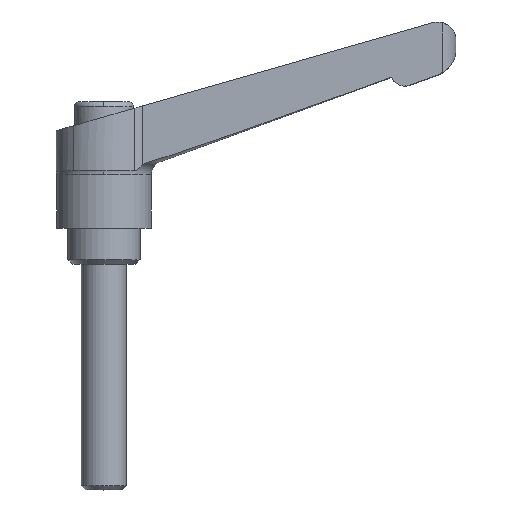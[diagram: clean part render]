
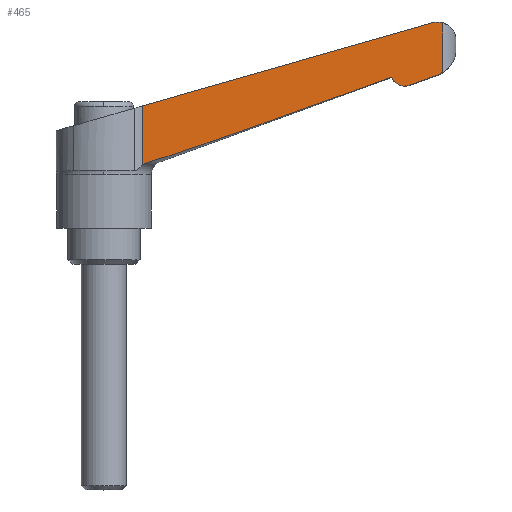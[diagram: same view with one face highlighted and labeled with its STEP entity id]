
A CAD part, top view. The second image highlights one B-rep face of the part: STEP entity #465.
In plain terms, the highlighted planar face has unit normal (0.035, 0, 0.999).
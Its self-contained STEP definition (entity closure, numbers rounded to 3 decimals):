
#263 = EDGE_CURVE( '', #457, #331, #749, .T. );
#275 = VERTEX_POINT( '', #764 );
#299 = VERTEX_POINT( '', #791 );
#331 = VERTEX_POINT( '', #826 );
#365 = VERTEX_POINT( '', #862 );
#399 = VERTEX_POINT( '', #900 );
#413 = EDGE_CURVE( '', #365, #457, #916, .T. );
#457 = VERTEX_POINT( '', #965 );
#465 = ADVANCED_FACE( '', ( #974 ), #975, .F. );
#487 = VERTEX_POINT( '', #1000 );
#489 = EDGE_CURVE( '', #299, #399, #1002, .T. );
#533 = VERTEX_POINT( '', #1049 );
#579 = EDGE_CURVE( '', #681, #487, #1100, .T. );
#645 = EDGE_CURVE( '', #331, #487, #1173, .T. );
#671 = EDGE_CURVE( '', #299, #275, #1201, .T. );
#681 = VERTEX_POINT( '', #1211 );
#713 = EDGE_CURVE( '', #399, #533, #1247, .T. );
#719 = EDGE_CURVE( '', #533, #365, #1253, .T. );
#725 = EDGE_CURVE( '', #681, #275, #1260, .T. );
#749 = B_SPLINE_CURVE_WITH_KNOTS( '', 3, ( #1276, #1277, #1278, #1279, #1280, #1281, #1282, #1283 ), .UNSPECIFIED., .F., .F., ( 4, 2, 2, 4 ), ( 6.057, 6.329, 7.048, 7.578 ), .UNSPECIFIED. );
#764 = CARTESIAN_POINT( '', ( 75.099, 53.483, 5.139 ) );
#791 = CARTESIAN_POINT( '', ( 75.099, 42.55, 5.139 ) );
#826 = CARTESIAN_POINT( '', ( 8.587, 22.019, 7.462 ) );
#862 = CARTESIAN_POINT( '', ( 63.759, 41.472, 5.535 ) );
#900 = CARTESIAN_POINT( '', ( 73.87, 41.939, 5.182 ) );
#916 = ( B_SPLINE_CURVE( 2, ( #1597, #1598, #1599 ), .UNSPECIFIED., .F., .F. )B_SPLINE_CURVE_WITH_KNOTS( ( 3, 3 ), ( 0., 56.941 ), .UNSPECIFIED. )RATIONAL_B_SPLINE_CURVE( ( 1., 1.406, 1. ) )BOUNDED_CURVE(  )REPRESENTATION_ITEM( '' )GEOMETRIC_REPRESENTATION_ITEM(  )CURVE(  ) );
#965 = CARTESIAN_POINT( '', ( 10.032, 22.718, 7.411 ) );
#974 = FACE_OUTER_BOUND( '', #1689, .T. );
#975 = PLANE( '', #1690 );
#1000 = CARTESIAN_POINT( '', ( 8.587, 35.095, 7.462 ) );
#1002 = B_SPLINE_CURVE_WITH_KNOTS( '', 3, ( #1730, #1731, #1732, #1733, #1734, #1735, #1736, #1737 ), .UNSPECIFIED., .F., .F., ( 4, 2, 2, 4 ), ( 5.625, 6.114, 6.672, 6.935 ), .UNSPECIFIED. );
#1049 = CARTESIAN_POINT( '', ( 67.629, 39.679, 5.4 ) );
#1100 = LINE( '', #1862, #1863 );
#1173 = LINE( '', #1975, #1976 );
#1201 = LINE( '', #2040, #2041 );
#1211 = CARTESIAN_POINT( '', ( 73.337, 53.663, 5.201 ) );
#1247 = ( B_SPLINE_CURVE( 2, ( #2104, #2105, #2106 ), .UNSPECIFIED., .F., .F. )B_SPLINE_CURVE_WITH_KNOTS( ( 3, 3 ), ( 0., 6.641 ), .UNSPECIFIED. )RATIONAL_B_SPLINE_CURVE( ( 1., 1.001, 1. ) )BOUNDED_CURVE(  )REPRESENTATION_ITEM( '' )GEOMETRIC_REPRESENTATION_ITEM(  )CURVE(  ) );
#1253 = B_SPLINE_CURVE_WITH_KNOTS( '', 3, ( #2119, #2120, #2121, #2122, #2123, #2124, #2125, #2126, #2127, #2128, #2129, #2130, #2131, #2132, #2133, #2134, #2135, #2136, #2137, #2138 ), .UNSPECIFIED., .F., .F., ( 4, 2, 2, 2, 2, 2, 2, 2, 2, 4 ), ( 3.469, 3.897, 4.457, 5.018, 5.578, 6.137, 6.696, 7.252, 7.808, 7.933 ), .UNSPECIFIED. );
#1260 = B_SPLINE_CURVE_WITH_KNOTS( '', 3, ( #2148, #2149, #2150, #2151, #2152, #2153, #2154, #2155, #2156, #2157 ), .UNSPECIFIED., .F., .F., ( 4, 2, 2, 2, 4 ), ( 16.77, 17.076, 17.822, 18.567, 19.044 ), .UNSPECIFIED. );
#1276 = CARTESIAN_POINT( '', ( 10.032, 22.718, 7.411 ) );
#1277 = CARTESIAN_POINT( '', ( 9.94, 22.692, 7.414 ) );
#1278 = CARTESIAN_POINT( '', ( 9.851, 22.664, 7.418 ) );
#1279 = CARTESIAN_POINT( '', ( 9.539, 22.555, 7.428 ) );
#1280 = CARTESIAN_POINT( '', ( 9.298, 22.45, 7.437 ) );
#1281 = CARTESIAN_POINT( '', ( 8.899, 22.232, 7.451 ) );
#1282 = CARTESIAN_POINT( '', ( 8.736, 22.128, 7.457 ) );
#1283 = CARTESIAN_POINT( '', ( 8.587, 22.019, 7.462 ) );
#1597 = CARTESIAN_POINT( '', ( 63.759, 41.472, 5.535 ) );
#1598 = CARTESIAN_POINT( '', ( 18.795, 25.218, 7.105 ) );
#1599 = CARTESIAN_POINT( '', ( 10.032, 22.718, 7.411 ) );
#1689 = EDGE_LOOP( '', ( #2405, #2406, #2407, #2408, #2409, #2410, #2411, #2412, #2413 ) );
#1690 = AXIS2_PLACEMENT_3D( '', #2414, #2415, #2416 );
#1730 = CARTESIAN_POINT( '', ( 75.099, 42.55, 5.139 ) );
#1731 = CARTESIAN_POINT( '', ( 74.95, 42.453, 5.144 ) );
#1732 = CARTESIAN_POINT( '', ( 74.797, 42.363, 5.15 ) );
#1733 = CARTESIAN_POINT( '', ( 74.468, 42.189, 5.161 ) );
#1734 = CARTESIAN_POINT( '', ( 74.291, 42.106, 5.167 ) );
#1735 = CARTESIAN_POINT( '', ( 74.038, 42.002, 5.176 ) );
#1736 = CARTESIAN_POINT( '', ( 73.955, 41.97, 5.179 ) );
#1737 = CARTESIAN_POINT( '', ( 73.87, 41.939, 5.182 ) );
#1862 = CARTESIAN_POINT( '', ( -6.308, 30.824, 7.982 ) );
#1863 = VECTOR( '', #2562, 1. );
#1975 = CARTESIAN_POINT( '', ( 8.587, 0., 7.462 ) );
#1976 = VECTOR( '', #2660, 1. );
#2040 = CARTESIAN_POINT( '', ( 75.099, 0., 5.139 ) );
#2041 = VECTOR( '', #2686, 1. );
#2104 = CARTESIAN_POINT( '', ( 73.87, 41.939, 5.182 ) );
#2105 = CARTESIAN_POINT( '', ( 70.613, 40.759, 5.296 ) );
#2106 = CARTESIAN_POINT( '', ( 67.629, 39.679, 5.4 ) );
#2119 = CARTESIAN_POINT( '', ( 67.629, 39.679, 5.4 ) );
#2120 = CARTESIAN_POINT( '', ( 67.49, 39.629, 5.405 ) );
#2121 = CARTESIAN_POINT( '', ( 67.339, 39.587, 5.41 ) );
#2122 = CARTESIAN_POINT( '', ( 66.987, 39.517, 5.422 ) );
#2123 = CARTESIAN_POINT( '', ( 66.783, 39.498, 5.429 ) );
#2124 = CARTESIAN_POINT( '', ( 66.41, 39.498, 5.442 ) );
#2125 = CARTESIAN_POINT( '', ( 66.206, 39.517, 5.45 ) );
#2126 = CARTESIAN_POINT( '', ( 65.807, 39.596, 5.464 ) );
#2127 = CARTESIAN_POINT( '', ( 65.611, 39.657, 5.47 ) );
#2128 = CARTESIAN_POINT( '', ( 65.266, 39.799, 5.482 ) );
#2129 = CARTESIAN_POINT( '', ( 65.085, 39.893, 5.489 ) );
#2130 = CARTESIAN_POINT( '', ( 64.748, 40.118, 5.501 ) );
#2131 = CARTESIAN_POINT( '', ( 64.591, 40.249, 5.506 ) );
#2132 = CARTESIAN_POINT( '', ( 64.327, 40.511, 5.515 ) );
#2133 = CARTESIAN_POINT( '', ( 64.197, 40.667, 5.52 ) );
#2134 = CARTESIAN_POINT( '', ( 63.972, 41.002, 5.528 ) );
#2135 = CARTESIAN_POINT( '', ( 63.877, 41.182, 5.531 ) );
#2136 = CARTESIAN_POINT( '', ( 63.79, 41.392, 5.534 ) );
#2137 = CARTESIAN_POINT( '', ( 63.774, 41.432, 5.535 ) );
#2138 = CARTESIAN_POINT( '', ( 63.759, 41.472, 5.535 ) );
#2148 = CARTESIAN_POINT( '', ( 72.709, 53.537, 5.223 ) );
#2149 = CARTESIAN_POINT( '', ( 72.814, 53.567, 5.219 ) );
#2150 = CARTESIAN_POINT( '', ( 72.923, 53.593, 5.215 ) );
#2151 = CARTESIAN_POINT( '', ( 73.297, 53.667, 5.202 ) );
#2152 = CARTESIAN_POINT( '', ( 73.569, 53.692, 5.193 ) );
#2153 = CARTESIAN_POINT( '', ( 74.066, 53.692, 5.175 ) );
#2154 = CARTESIAN_POINT( '', ( 74.337, 53.667, 5.166 ) );
#2155 = CARTESIAN_POINT( '', ( 74.772, 53.581, 5.15 ) );
#2156 = CARTESIAN_POINT( '', ( 74.94, 53.536, 5.145 ) );
#2157 = CARTESIAN_POINT( '', ( 75.099, 53.483, 5.139 ) );
#2405 = ORIENTED_EDGE( '', *, *, #579, .T. );
#2406 = ORIENTED_EDGE( '', *, *, #645, .F. );
#2407 = ORIENTED_EDGE( '', *, *, #263, .F. );
#2408 = ORIENTED_EDGE( '', *, *, #413, .F. );
#2409 = ORIENTED_EDGE( '', *, *, #719, .F. );
#2410 = ORIENTED_EDGE( '', *, *, #713, .F. );
#2411 = ORIENTED_EDGE( '', *, *, #489, .F. );
#2412 = ORIENTED_EDGE( '', *, *, #671, .T. );
#2413 = ORIENTED_EDGE( '', *, *, #725, .F. );
#2414 = CARTESIAN_POINT( '', ( 8.587, 0., 7.462 ) );
#2415 = DIRECTION( '', ( -0.035, 0., -0.999 ) );
#2416 = DIRECTION( '', ( -0.999, 0., 0.035 ) );
#2562 = DIRECTION( '', ( -0.961, -0.275, 0.034 ) );
#2660 = DIRECTION( '', ( 0., 1., 0. ) );
#2686 = DIRECTION( '', ( 0., 1., 0. ) );
